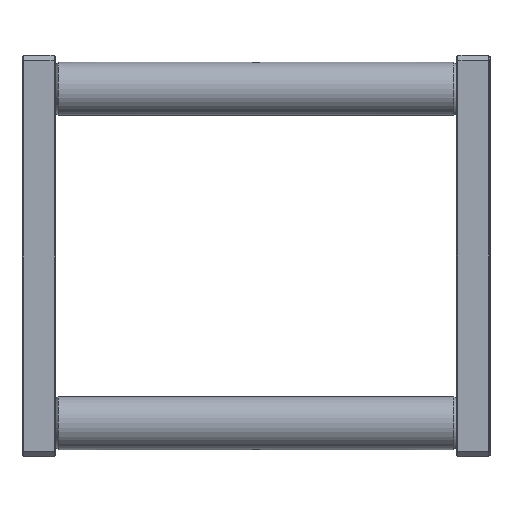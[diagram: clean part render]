
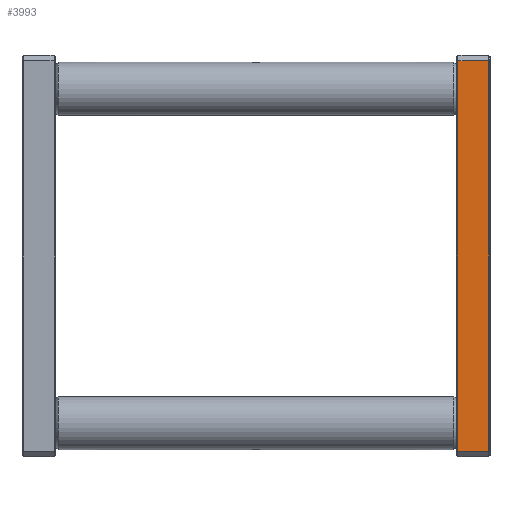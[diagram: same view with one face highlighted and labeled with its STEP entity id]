
A CAD part, left-side view. The second image highlights one B-rep face of the part: STEP entity #3993.
In plain terms, the highlighted planar face has unit normal (-1, 0, 0).
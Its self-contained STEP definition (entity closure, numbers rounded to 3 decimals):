
#180 = DIRECTION ( 'NONE',  ( 1., 0., 0. ) ) ;
#711 = LINE ( 'NONE', #7742, #1094 ) ;
#1094 = VECTOR ( 'NONE', #1595, 1000. ) ;
#1595 = DIRECTION ( 'NONE',  ( 0., -1., 0. ) ) ;
#1738 = ORIENTED_EDGE ( 'NONE', *, *, #8667, .T. ) ;
#1748 = CARTESIAN_POINT ( 'NONE',  ( -157.782, -25.033, 177. ) ) ;
#1749 = DIRECTION ( 'NONE',  ( 0., 0., 1. ) ) ;
#2287 = VERTEX_POINT ( 'NONE', #6830 ) ;
#2571 = EDGE_LOOP ( 'NONE', ( #3820, #5305, #7189, #1738 ) ) ;
#3820 = ORIENTED_EDGE ( 'NONE', *, *, #13044, .T. ) ;
#3993 = ADVANCED_FACE ( 'NONE', ( #11933 ), #8816, .F. ) ;
#4550 = VERTEX_POINT ( 'NONE', #13549 ) ;
#5063 = VECTOR ( 'NONE', #1749, 1000. ) ;
#5305 = ORIENTED_EDGE ( 'NONE', *, *, #6106, .T. ) ;
#5618 = EDGE_CURVE ( 'NONE', #7109, #4550, #7433, .T. ) ;
#6061 = CARTESIAN_POINT ( 'NONE',  ( -157.782, -36.533, 323. ) ) ;
#6106 = EDGE_CURVE ( 'NONE', #9758, #7109, #9163, .T. ) ;
#6323 = DIRECTION ( 'NONE',  ( 0., 0., -1. ) ) ;
#6830 = CARTESIAN_POINT ( 'NONE',  ( -157.782, -25.033, 177. ) ) ;
#6928 = DIRECTION ( 'NONE',  ( 0., 0., -1. ) ) ;
#7109 = VERTEX_POINT ( 'NONE', #6061 ) ;
#7189 = ORIENTED_EDGE ( 'NONE', *, *, #5618, .T. ) ;
#7433 = LINE ( 'NONE', #7700, #15753 ) ;
#7612 = CARTESIAN_POINT ( 'NONE',  ( -157.782, -24.533, 175. ) ) ;
#7700 = CARTESIAN_POINT ( 'NONE',  ( -157.782, -24.533, 323. ) ) ;
#7742 = CARTESIAN_POINT ( 'NONE',  ( -157.782, -24.533, 177. ) ) ;
#8667 = EDGE_CURVE ( 'NONE', #4550, #2287, #12475, .T. ) ;
#8816 = PLANE ( 'NONE',  #14995 ) ;
#8848 = DIRECTION ( 'NONE',  ( 0., 1., 0. ) ) ;
#9153 = CARTESIAN_POINT ( 'NONE',  ( -157.782, -36.533, 175. ) ) ;
#9163 = LINE ( 'NONE', #9153, #5063 ) ;
#9368 = CARTESIAN_POINT ( 'NONE',  ( -157.782, -36.533, 177. ) ) ;
#9758 = VERTEX_POINT ( 'NONE', #9368 ) ;
#11933 = FACE_OUTER_BOUND ( 'NONE', #2571, .T. ) ;
#12475 = LINE ( 'NONE', #1748, #13068 ) ;
#13044 = EDGE_CURVE ( 'NONE', #2287, #9758, #711, .T. ) ;
#13068 = VECTOR ( 'NONE', #6928, 1000. ) ;
#13549 = CARTESIAN_POINT ( 'NONE',  ( -157.782, -25.033, 323. ) ) ;
#14995 = AXIS2_PLACEMENT_3D ( 'NONE', #7612, #180, #6323 ) ;
#15753 = VECTOR ( 'NONE', #8848, 1000. ) ;
